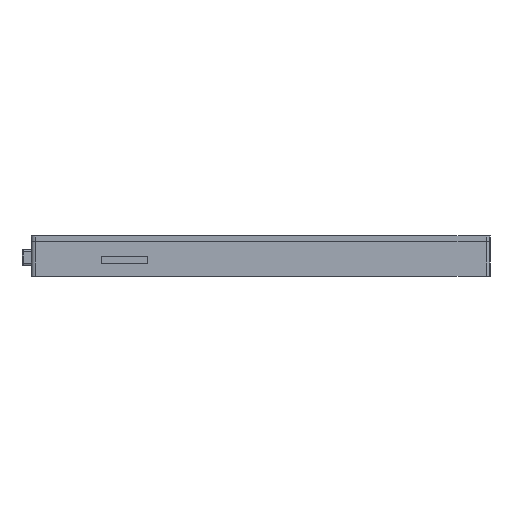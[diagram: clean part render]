
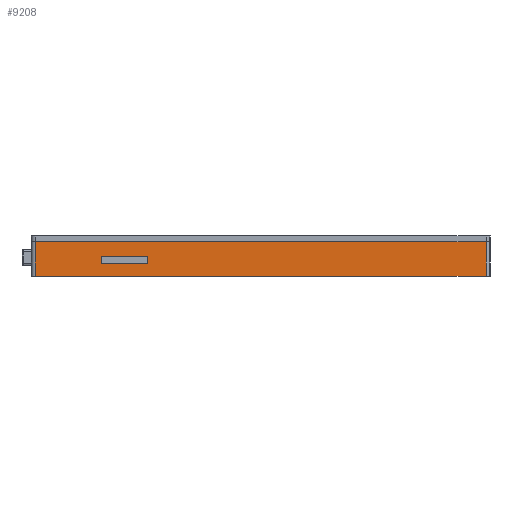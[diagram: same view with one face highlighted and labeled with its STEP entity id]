
A CAD part, left-side view. The second image highlights one B-rep face of the part: STEP entity #9208.
In plain terms, the highlighted planar face has unit normal (-1, 0, 0).
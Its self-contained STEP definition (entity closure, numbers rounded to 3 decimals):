
#200=FACE_BOUND('',#1386,.T.);
#414=PLANE('',#9593);
#869=FACE_OUTER_BOUND('',#1385,.T.);
#1385=EDGE_LOOP('',(#8000,#8001,#8002,#8003));
#1386=EDGE_LOOP('',(#8004,#8005,#8006,#8007));
#2115=LINE('',#16144,#3053);
#2225=LINE('',#16370,#3163);
#2226=LINE('',#16373,#3164);
#2227=LINE('',#16374,#3165);
#2228=LINE('',#16377,#3166);
#2229=LINE('',#16379,#3167);
#2230=LINE('',#16381,#3168);
#2231=LINE('',#16382,#3169);
#3053=VECTOR('',#10755,10.);
#3163=VECTOR('',#10943,10.);
#3164=VECTOR('',#10946,10.);
#3165=VECTOR('',#10947,10.);
#3166=VECTOR('',#10948,10.);
#3167=VECTOR('',#10949,10.);
#3168=VECTOR('',#10950,10.);
#3169=VECTOR('',#10951,10.);
#4340=VERTEX_POINT('',#16140);
#4342=VERTEX_POINT('',#16143);
#4419=VERTEX_POINT('',#16368);
#4420=VERTEX_POINT('',#16372);
#4421=VERTEX_POINT('',#16375);
#4422=VERTEX_POINT('',#16376);
#4423=VERTEX_POINT('',#16378);
#4424=VERTEX_POINT('',#16380);
#5540=EDGE_CURVE('',#4342,#4340,#2115,.T.);
#5654=EDGE_CURVE('',#4419,#4340,#2225,.T.);
#5655=EDGE_CURVE('',#4420,#4419,#2226,.T.);
#5656=EDGE_CURVE('',#4342,#4420,#2227,.T.);
#5657=EDGE_CURVE('',#4421,#4422,#2228,.T.);
#5658=EDGE_CURVE('',#4422,#4423,#2229,.T.);
#5659=EDGE_CURVE('',#4423,#4424,#2230,.T.);
#5660=EDGE_CURVE('',#4424,#4421,#2231,.T.);
#8000=ORIENTED_EDGE('',*,*,#5654,.F.);
#8001=ORIENTED_EDGE('',*,*,#5655,.F.);
#8002=ORIENTED_EDGE('',*,*,#5656,.F.);
#8003=ORIENTED_EDGE('',*,*,#5540,.T.);
#8004=ORIENTED_EDGE('',*,*,#5657,.T.);
#8005=ORIENTED_EDGE('',*,*,#5658,.T.);
#8006=ORIENTED_EDGE('',*,*,#5659,.T.);
#8007=ORIENTED_EDGE('',*,*,#5660,.T.);
#9208=ADVANCED_FACE('',(#869,#200),#414,.T.);
#9593=AXIS2_PLACEMENT_3D('',#16371,#10944,#10945);
#10755=DIRECTION('',(0.,1.,0.));
#10943=DIRECTION('',(0.,0.,1.));
#10944=DIRECTION('center_axis',(-1.,0.,0.));
#10945=DIRECTION('ref_axis',(0.,0.,1.));
#10946=DIRECTION('',(0.,1.,0.));
#10947=DIRECTION('',(0.,0.,-1.));
#10948=DIRECTION('',(0.,0.,-1.));
#10949=DIRECTION('',(0.,1.,0.));
#10950=DIRECTION('',(0.,0.,1.));
#10951=DIRECTION('',(0.,-1.,0.));
#16140=CARTESIAN_POINT('',(-87.6,57.1,8.7));
#16143=CARTESIAN_POINT('',(-87.6,-57.1,8.7));
#16144=CARTESIAN_POINT('',(-87.6,28.8,8.7));
#16368=CARTESIAN_POINT('',(-87.6,57.1,0.));
#16370=CARTESIAN_POINT('',(-87.6,57.1,0.));
#16371=CARTESIAN_POINT('Origin',(-87.6,57.6,0.));
#16372=CARTESIAN_POINT('',(-87.6,-57.1,0.));
#16373=CARTESIAN_POINT('',(-87.6,57.6,0.));
#16374=CARTESIAN_POINT('',(-87.6,-57.1,0.));
#16375=CARTESIAN_POINT('',(-87.6,28.6,5.1));
#16376=CARTESIAN_POINT('',(-87.6,28.6,3.23));
#16377=CARTESIAN_POINT('',(-87.6,28.6,2.468));
#16378=CARTESIAN_POINT('',(-87.6,40.3,3.23));
#16379=CARTESIAN_POINT('',(-87.6,48.95,3.23));
#16380=CARTESIAN_POINT('',(-87.6,40.3,5.1));
#16381=CARTESIAN_POINT('',(-87.6,40.3,2.55));
#16382=CARTESIAN_POINT('',(-87.6,43.1,5.1));
